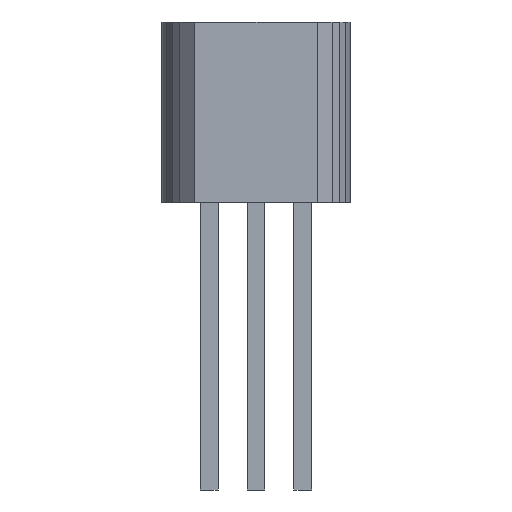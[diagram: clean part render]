
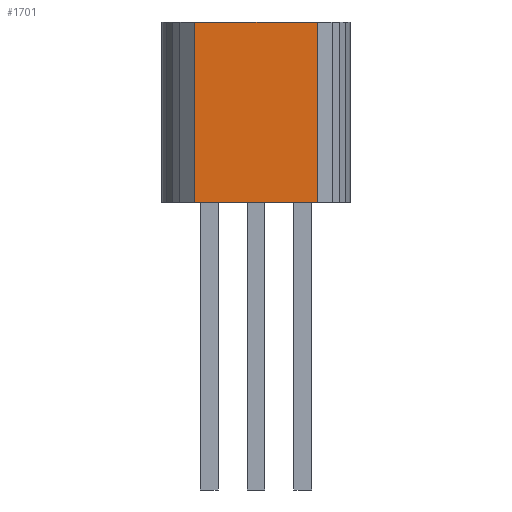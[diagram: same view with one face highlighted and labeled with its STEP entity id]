
A CAD part, front view. The second image highlights one B-rep face of the part: STEP entity #1701.
In plain terms, the highlighted planar face has unit normal (0, -1, 0).
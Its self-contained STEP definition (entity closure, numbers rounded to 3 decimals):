
#17 = EDGE_CURVE ( 'NONE', #516, #1495, #271, .T. ) ;
#125 = EDGE_LOOP ( 'NONE', ( #1511, #360, #499, #1472 ) ) ;
#170 = VECTOR ( 'NONE', #1194, 1000. ) ;
#223 = VECTOR ( 'NONE', #601, 1000. ) ;
#271 = LINE ( 'NONE', #1588, #223 ) ;
#315 = CARTESIAN_POINT ( 'NONE',  ( 1.7, -2.102, 0. ) ) ;
#360 = ORIENTED_EDGE ( 'NONE', *, *, #803, .T. ) ;
#376 = VERTEX_POINT ( 'NONE', #859 ) ;
#484 = DIRECTION ( 'NONE',  ( 0., -1., 0. ) ) ;
#499 = ORIENTED_EDGE ( 'NONE', *, *, #17, .T. ) ;
#516 = VERTEX_POINT ( 'NONE', #1965 ) ;
#601 = DIRECTION ( 'NONE',  ( 0., 0., 1. ) ) ;
#708 = AXIS2_PLACEMENT_3D ( 'NONE', #1460, #484, #1622 ) ;
#726 = CARTESIAN_POINT ( 'NONE',  ( 1.7, -2.102, 5. ) ) ;
#755 = DIRECTION ( 'NONE',  ( 1., 0., 0. ) ) ;
#776 = EDGE_CURVE ( 'NONE', #1950, #376, #958, .T. ) ;
#803 = EDGE_CURVE ( 'NONE', #376, #516, #1295, .T. ) ;
#843 = VECTOR ( 'NONE', #755, 1000. ) ;
#859 = CARTESIAN_POINT ( 'NONE',  ( -1.7, -2.102, 0. ) ) ;
#928 = PLANE ( 'NONE',  #708 ) ;
#950 = EDGE_CURVE ( 'NONE', #1495, #1950, #1055, .T. ) ;
#958 = LINE ( 'NONE', #1555, #1790 ) ;
#1055 = LINE ( 'NONE', #1202, #170 ) ;
#1194 = DIRECTION ( 'NONE',  ( -1., 0., 0. ) ) ;
#1202 = CARTESIAN_POINT ( 'NONE',  ( 1.7, -2.102, 5. ) ) ;
#1295 = LINE ( 'NONE', #315, #843 ) ;
#1425 = DIRECTION ( 'NONE',  ( 0., 0., -1. ) ) ;
#1460 = CARTESIAN_POINT ( 'NONE',  ( 1.7, -2.102, 0. ) ) ;
#1472 = ORIENTED_EDGE ( 'NONE', *, *, #950, .T. ) ;
#1495 = VERTEX_POINT ( 'NONE', #726 ) ;
#1498 = FACE_OUTER_BOUND ( 'NONE', #125, .T. ) ;
#1511 = ORIENTED_EDGE ( 'NONE', *, *, #776, .T. ) ;
#1555 = CARTESIAN_POINT ( 'NONE',  ( -1.7, -2.102, 0. ) ) ;
#1588 = CARTESIAN_POINT ( 'NONE',  ( 1.7, -2.102, 0. ) ) ;
#1622 = DIRECTION ( 'NONE',  ( 1., 0., 0. ) ) ;
#1701 = ADVANCED_FACE ( 'NONE', ( #1498 ), #928, .T. ) ;
#1717 = CARTESIAN_POINT ( 'NONE',  ( -1.7, -2.102, 5. ) ) ;
#1790 = VECTOR ( 'NONE', #1425, 1000. ) ;
#1950 = VERTEX_POINT ( 'NONE', #1717 ) ;
#1965 = CARTESIAN_POINT ( 'NONE',  ( 1.7, -2.102, 0. ) ) ;
